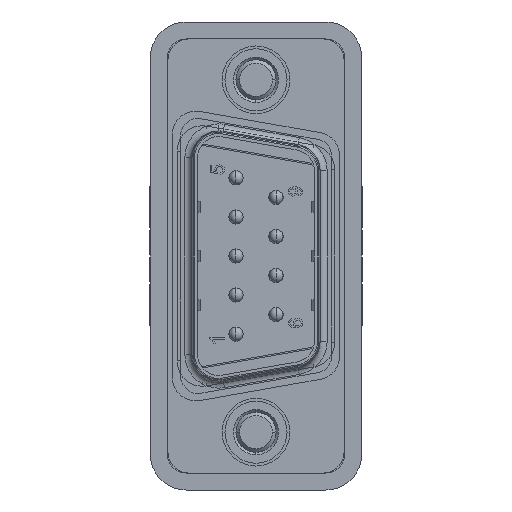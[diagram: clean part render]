
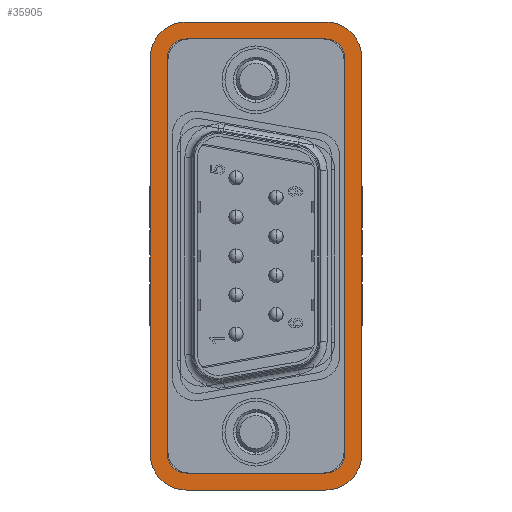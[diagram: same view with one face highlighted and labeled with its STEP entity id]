
A CAD part, left-side view. The second image highlights one B-rep face of the part: STEP entity #35905.
In plain terms, the highlighted face is planar.
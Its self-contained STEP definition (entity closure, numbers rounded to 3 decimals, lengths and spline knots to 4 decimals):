
#9358 = CARTESIAN_POINT ( 'NONE',  ( -0.5535, 0.2953, 0. ) ) ;
#9359 = CARTESIAN_POINT ( 'NONE',  ( 0.5535, 0.2953, 0. ) ) ;
#9373 = CARTESIAN_POINT ( 'NONE',  ( -0.5535, -0.2953, 0. ) ) ;
#9384 = CARTESIAN_POINT ( 'NONE',  ( 0.5535, -0.2953, 0. ) ) ;
#9395 = CARTESIAN_POINT ( 'NONE',  ( -0.5535, 0.248, 0. ) ) ;
#9399 = CARTESIAN_POINT ( 'NONE',  ( 0.6063, -0.1953, 0. ) ) ;
#9401 = CARTESIAN_POINT ( 'NONE',  ( -0.6535, -0.1953, 0. ) ) ;
#9402 = CARTESIAN_POINT ( 'NONE',  ( -0.6063, 0.1953, 0. ) ) ;
#9403 = CARTESIAN_POINT ( 'NONE',  ( -0.6535, 0.1953, 0. ) ) ;
#9404 = CARTESIAN_POINT ( 'NONE',  ( 0.6063, 0.1953, 0. ) ) ;
#9405 = CARTESIAN_POINT ( 'NONE',  ( -0.6063, -0.1953, 0. ) ) ;
#9406 = CARTESIAN_POINT ( 'NONE',  ( 0.5535, 0.248, 0. ) ) ;
#9407 = CARTESIAN_POINT ( 'NONE',  ( 0.5535, -0.248, 0. ) ) ;
#9408 = CARTESIAN_POINT ( 'NONE',  ( -0.5535, -0.248, 0. ) ) ;
#9409 = CARTESIAN_POINT ( 'NONE',  ( 0.6535, 0.1953, 0. ) ) ;
#9413 = CARTESIAN_POINT ( 'NONE',  ( 0.6535, -0.1953, 0. ) ) ;
#20260 = CARTESIAN_POINT ( 'NONE',  ( 0.6535, 0.2953, 0. ) ) ;
#20263 = DIRECTION ( 'NONE',  ( 1., 0., 0. ) ) ;
#20387 = CARTESIAN_POINT ( 'NONE',  ( 0.6535, -0.2953, 0. ) ) ;
#20390 = DIRECTION ( 'NONE',  ( 1., 0., 0. ) ) ;
#20685 = CARTESIAN_POINT ( 'NONE',  ( -0.6535, 0.2953, 0. ) ) ;
#20688 = DIRECTION ( 'NONE',  ( 0., -1., 0. ) ) ;
#20715 = CARTESIAN_POINT ( 'NONE',  ( -0.6063, 0.1953, 0. ) ) ;
#20717 = DIRECTION ( 'NONE',  ( -1., 0., 0. ) ) ;
#20719 = DIRECTION ( 'NONE',  ( 0., -1., 0. ) ) ;
#20724 = CARTESIAN_POINT ( 'NONE',  ( 0.5535, 0.248, 0. ) ) ;
#20726 = CARTESIAN_POINT ( 'NONE',  ( -0.5535, 0.1953, 0. ) ) ;
#20728 = DIRECTION ( 'NONE',  ( 0., 0., 1. ) ) ;
#20730 = DIRECTION ( 'NONE',  ( 1., 0., 0. ) ) ;
#20732 = DIRECTION ( 'NONE',  ( 0., 1., 0. ) ) ;
#20737 = CARTESIAN_POINT ( 'NONE',  ( 0.6063, -0.1953, 0. ) ) ;
#20739 = CARTESIAN_POINT ( 'NONE',  ( 0.5535, 0.1953, 0. ) ) ;
#20741 = DIRECTION ( 'NONE',  ( 0., 0., 1. ) ) ;
#20743 = DIRECTION ( 'NONE',  ( 1., 0., 0. ) ) ;
#20745 = DIRECTION ( 'NONE',  ( 1., 0., 0. ) ) ;
#20750 = CARTESIAN_POINT ( 'NONE',  ( -0.5535, -0.248, 0. ) ) ;
#20752 = CARTESIAN_POINT ( 'NONE',  ( 0.5535, -0.1953, 0. ) ) ;
#20754 = DIRECTION ( 'NONE',  ( 0., 0., 1. ) ) ;
#20756 = DIRECTION ( 'NONE',  ( 1., 0., 0. ) ) ;
#20758 = DIRECTION ( 'NONE',  ( 0., -1., 0. ) ) ;
#20763 = CARTESIAN_POINT ( 'NONE',  ( 0.6535, 0.2953, 0. ) ) ;
#20765 = CARTESIAN_POINT ( 'NONE',  ( -0.5535, -0.1953, 0. ) ) ;
#20767 = DIRECTION ( 'NONE',  ( 0., 0., 1. ) ) ;
#20769 = DIRECTION ( 'NONE',  ( 1., 0., 0. ) ) ;
#20776 = CARTESIAN_POINT ( 'NONE',  ( 0.5535, 0.1953, 0. ) ) ;
#20778 = DIRECTION ( 'NONE',  ( 0., 0., 1. ) ) ;
#20780 = DIRECTION ( 'NONE',  ( -1., 0., 0. ) ) ;
#20784 = CARTESIAN_POINT ( 'NONE',  ( -0.5535, 0.1953, 0. ) ) ;
#20786 = DIRECTION ( 'NONE',  ( 0., 0., 1. ) ) ;
#20788 = DIRECTION ( 'NONE',  ( -1., 0., 0. ) ) ;
#20794 = CARTESIAN_POINT ( 'NONE',  ( -0.5535, -0.1953, 0. ) ) ;
#20796 = DIRECTION ( 'NONE',  ( 0., 0., 1. ) ) ;
#20798 = DIRECTION ( 'NONE',  ( -1., 0., 0. ) ) ;
#20802 = CARTESIAN_POINT ( 'NONE',  ( 0.5535, -0.1953, 0. ) ) ;
#20804 = DIRECTION ( 'NONE',  ( 0., 0., 1. ) ) ;
#20806 = DIRECTION ( 'NONE',  ( -1., 0., 0. ) ) ;
#21875 = CIRCLE ( 'NONE', #55707, 0.0528 ) ;
#21884 = LINE ( 'NONE', #20685, #21886 ) ;
#21886 = VECTOR ( 'NONE', #20688, 39.3701 ) ;
#21889 = LINE ( 'NONE', #20715, #21892 ) ;
#21891 = LINE ( 'NONE', #20724, #21895 ) ;
#21892 = VECTOR ( 'NONE', #20719, 39.3701 ) ;
#21893 = CIRCLE ( 'NONE', #55710, 0.0528 ) ;
#21894 = LINE ( 'NONE', #20737, #21898 ) ;
#21895 = VECTOR ( 'NONE', #20717, 39.3701 ) ;
#21896 = CIRCLE ( 'NONE', #55712, 0.0528 ) ;
#21897 = LINE ( 'NONE', #20750, #21901 ) ;
#21898 = VECTOR ( 'NONE', #20732, 39.3701 ) ;
#21899 = CIRCLE ( 'NONE', #55714, 0.0528 ) ;
#21900 = LINE ( 'NONE', #20763, #21904 ) ;
#21901 = VECTOR ( 'NONE', #20745, 39.3701 ) ;
#21902 = CIRCLE ( 'NONE', #55717, 0.1 ) ;
#21904 = VECTOR ( 'NONE', #20758, 39.3701 ) ;
#21905 = CIRCLE ( 'NONE', #55719, 0.1 ) ;
#21906 = CIRCLE ( 'NONE', #55721, 0.1 ) ;
#21907 = CIRCLE ( 'NONE', #55724, 0.1 ) ;
#22591 = FACE_BOUND ( 'NONE', #32207, .T. ) ;
#22594 = FACE_OUTER_BOUND ( 'NONE', #32187, .T. ) ;
#32187 = EDGE_LOOP ( 'NONE', ( #43961, #43962, #43963, #43966, #43968, #43969, #43970, #43972 ) ) ;
#32207 = EDGE_LOOP ( 'NONE', ( #43947, #43948, #43950, #43952, #43954, #43955, #43957, #43959 ) ) ;
#35341 = EDGE_CURVE ( 'NONE', #45737, #45738, #64416, .T. ) ;
#35366 = EDGE_CURVE ( 'NONE', #45752, #45762, #64462, .T. ) ;
#35405 = EDGE_CURVE ( 'NONE', #45781, #45779, #21884, .T. ) ;
#35408 = EDGE_CURVE ( 'NONE', #45780, #45783, #21889, .T. ) ;
#35409 = EDGE_CURVE ( 'NONE', #45773, #45780, #21875, .T. ) ;
#35410 = EDGE_CURVE ( 'NONE', #45784, #45773, #21891, .T. ) ;
#35411 = EDGE_CURVE ( 'NONE', #45782, #45784, #21893, .T. ) ;
#35412 = EDGE_CURVE ( 'NONE', #45777, #45782, #21894, .T. ) ;
#35413 = EDGE_CURVE ( 'NONE', #45785, #45777, #21896, .T. ) ;
#35414 = EDGE_CURVE ( 'NONE', #45786, #45785, #21897, .T. ) ;
#35415 = EDGE_CURVE ( 'NONE', #45783, #45786, #21899, .T. ) ;
#35416 = EDGE_CURVE ( 'NONE', #45787, #45791, #21900, .T. ) ;
#35417 = EDGE_CURVE ( 'NONE', #45787, #45738, #21902, .T. ) ;
#35418 = EDGE_CURVE ( 'NONE', #45737, #45781, #21905, .T. ) ;
#35419 = EDGE_CURVE ( 'NONE', #45779, #45752, #21906, .T. ) ;
#35420 = EDGE_CURVE ( 'NONE', #45762, #45791, #21907, .T. ) ;
#35905 = ADVANCED_FACE ( 'NONE', ( #22591, #22594 ), #51387, .F. ) ;
#43947 = ORIENTED_EDGE ( 'NONE', *, *, #35408, .F. ) ;
#43948 = ORIENTED_EDGE ( 'NONE', *, *, #35409, .F. ) ;
#43950 = ORIENTED_EDGE ( 'NONE', *, *, #35410, .F. ) ;
#43952 = ORIENTED_EDGE ( 'NONE', *, *, #35411, .F. ) ;
#43954 = ORIENTED_EDGE ( 'NONE', *, *, #35412, .F. ) ;
#43955 = ORIENTED_EDGE ( 'NONE', *, *, #35413, .F. ) ;
#43957 = ORIENTED_EDGE ( 'NONE', *, *, #35414, .F. ) ;
#43959 = ORIENTED_EDGE ( 'NONE', *, *, #35415, .F. ) ;
#43961 = ORIENTED_EDGE ( 'NONE', *, *, #35416, .F. ) ;
#43962 = ORIENTED_EDGE ( 'NONE', *, *, #35417, .T. ) ;
#43963 = ORIENTED_EDGE ( 'NONE', *, *, #35341, .F. ) ;
#43966 = ORIENTED_EDGE ( 'NONE', *, *, #35418, .T. ) ;
#43968 = ORIENTED_EDGE ( 'NONE', *, *, #35405, .T. ) ;
#43969 = ORIENTED_EDGE ( 'NONE', *, *, #35419, .T. ) ;
#43970 = ORIENTED_EDGE ( 'NONE', *, *, #35366, .T. ) ;
#43972 = ORIENTED_EDGE ( 'NONE', *, *, #35420, .T. ) ;
#45737 = VERTEX_POINT ( 'NONE', #9358 ) ;
#45738 = VERTEX_POINT ( 'NONE', #9359 ) ;
#45752 = VERTEX_POINT ( 'NONE', #9373 ) ;
#45762 = VERTEX_POINT ( 'NONE', #9384 ) ;
#45773 = VERTEX_POINT ( 'NONE', #9395 ) ;
#45777 = VERTEX_POINT ( 'NONE', #9399 ) ;
#45779 = VERTEX_POINT ( 'NONE', #9401 ) ;
#45780 = VERTEX_POINT ( 'NONE', #9402 ) ;
#45781 = VERTEX_POINT ( 'NONE', #9403 ) ;
#45782 = VERTEX_POINT ( 'NONE', #9404 ) ;
#45783 = VERTEX_POINT ( 'NONE', #9405 ) ;
#45784 = VERTEX_POINT ( 'NONE', #9406 ) ;
#45785 = VERTEX_POINT ( 'NONE', #9407 ) ;
#45786 = VERTEX_POINT ( 'NONE', #9408 ) ;
#45787 = VERTEX_POINT ( 'NONE', #9409 ) ;
#45791 = VERTEX_POINT ( 'NONE', #9413 ) ;
#51383 = CARTESIAN_POINT ( 'NONE',  ( 0.6535, 0.2953, 0. ) ) ;
#51387 = PLANE ( 'NONE',  #56313 ) ;
#51392 = DIRECTION ( 'NONE',  ( 0., 0., -1. ) ) ;
#51393 = DIRECTION ( 'NONE',  ( -1., 0., 0. ) ) ;
#55707 = AXIS2_PLACEMENT_3D ( 'NONE', #20726, #20728, #20730 ) ;
#55710 = AXIS2_PLACEMENT_3D ( 'NONE', #20739, #20741, #20743 ) ;
#55712 = AXIS2_PLACEMENT_3D ( 'NONE', #20752, #20754, #20756 ) ;
#55714 = AXIS2_PLACEMENT_3D ( 'NONE', #20765, #20767, #20769 ) ;
#55717 = AXIS2_PLACEMENT_3D ( 'NONE', #20776, #20778, #20780 ) ;
#55719 = AXIS2_PLACEMENT_3D ( 'NONE', #20784, #20786, #20788 ) ;
#55721 = AXIS2_PLACEMENT_3D ( 'NONE', #20794, #20796, #20798 ) ;
#55724 = AXIS2_PLACEMENT_3D ( 'NONE', #20802, #20804, #20806 ) ;
#56313 = AXIS2_PLACEMENT_3D ( 'NONE', #51383, #51392, #51393 ) ;
#64416 = LINE ( 'NONE', #20260, #64419 ) ;
#64419 = VECTOR ( 'NONE', #20263, 39.3701 ) ;
#64462 = LINE ( 'NONE', #20387, #64465 ) ;
#64465 = VECTOR ( 'NONE', #20390, 39.3701 ) ;
